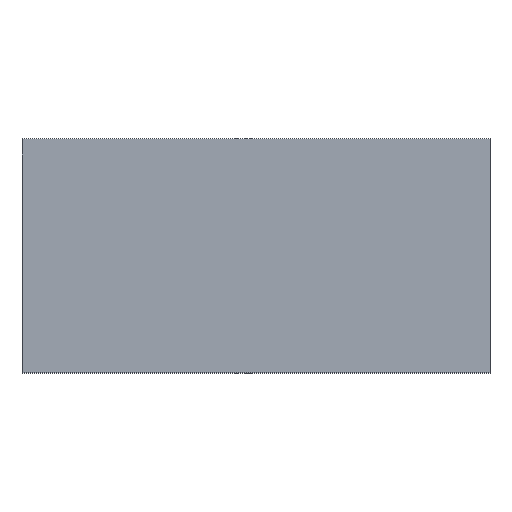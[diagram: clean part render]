
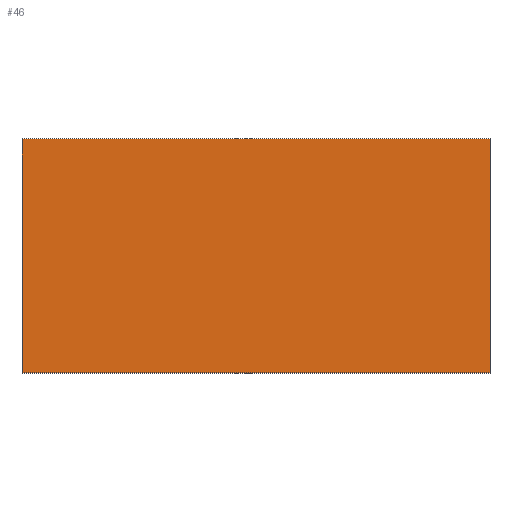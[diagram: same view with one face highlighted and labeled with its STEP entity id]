
A CAD part, top view. The second image highlights one B-rep face of the part: STEP entity #46.
In plain terms, the highlighted planar face has unit normal (0, 0, 1).
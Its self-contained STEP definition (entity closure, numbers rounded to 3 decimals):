
#46=ADVANCED_FACE('',(#53),#54,.T.);
#53=FACE_OUTER_BOUND('',#65,.T.);
#54=PLANE('',#66);
#65=EDGE_LOOP('',(#77,#78,#79,#80));
#66=AXIS2_PLACEMENT_3D('',#81,#82,#83);
#77=ORIENTED_EDGE('',*,*,#119,.T.);
#78=ORIENTED_EDGE('',*,*,#120,.T.);
#79=ORIENTED_EDGE('',*,*,#121,.T.);
#80=ORIENTED_EDGE('',*,*,#122,.T.);
#81=CARTESIAN_POINT('',(0.0,15.0,10.0));
#82=DIRECTION('',(0.0,0.0,1.0));
#83=DIRECTION('',(1.0,0.0,0.0));
#119=EDGE_CURVE('',#131,#132,#133,.T.);
#120=EDGE_CURVE('',#132,#134,#135,.T.);
#121=EDGE_CURVE('',#134,#136,#137,.T.);
#122=EDGE_CURVE('',#136,#131,#138,.T.);
#131=VERTEX_POINT('',#151);
#132=VERTEX_POINT('',#152);
#133=LINE('',#153,#154);
#134=VERTEX_POINT('',#155);
#135=LINE('',#156,#157);
#136=VERTEX_POINT('',#158);
#137=LINE('',#159,#160);
#138=LINE('',#161,#162);
#151=CARTESIAN_POINT('',(30.0,0.0,10.0));
#152=CARTESIAN_POINT('',(30.0,30.0,10.0));
#153=CARTESIAN_POINT('',(30.0,15.0,10.0));
#154=VECTOR('',#183,1.0);
#155=CARTESIAN_POINT('',(-30.0,30.0,10.0));
#156=CARTESIAN_POINT('',(0.0,30.0,10.0));
#157=VECTOR('',#184,1.0);
#158=CARTESIAN_POINT('',(-30.0,0.0,10.0));
#159=CARTESIAN_POINT('',(-30.0,15.0,10.0));
#160=VECTOR('',#185,1.0);
#161=CARTESIAN_POINT('',(0.0,0.0,10.0));
#162=VECTOR('',#186,1.0);
#183=DIRECTION('',(0.0,1.0,0.0));
#184=DIRECTION('',(-1.0,0.0,0.0));
#185=DIRECTION('',(0.0,-1.0,0.0));
#186=DIRECTION('',(1.0,0.0,0.0));
